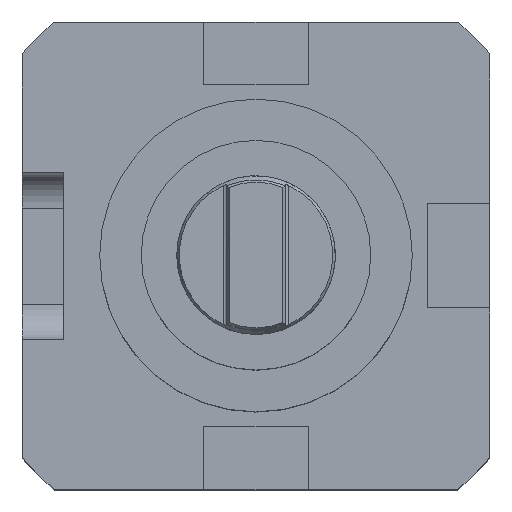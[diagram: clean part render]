
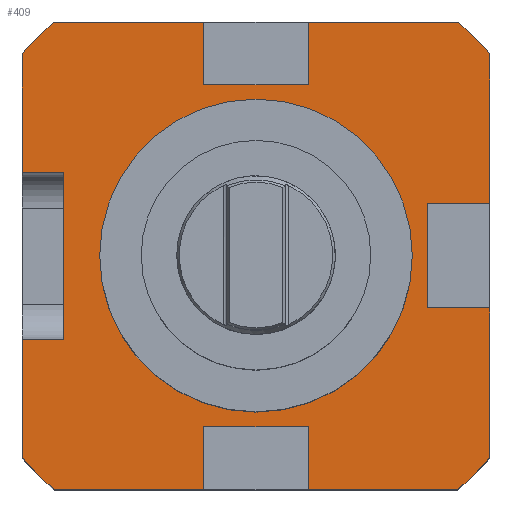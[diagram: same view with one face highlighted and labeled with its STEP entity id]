
A CAD part, top view. The second image highlights one B-rep face of the part: STEP entity #409.
In plain terms, the highlighted planar face has unit normal (0, 0, 1).
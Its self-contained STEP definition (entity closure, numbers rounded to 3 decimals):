
#208=LINE('',#1811,#292);
#212=LINE('',#1820,#296);
#222=LINE('',#1880,#306);
#229=LINE('',#1898,#313);
#231=LINE('',#1902,#315);
#236=LINE('',#1913,#320);
#239=LINE('',#1919,#323);
#241=LINE('',#1923,#325);
#247=LINE('',#1936,#331);
#250=LINE('',#1942,#334);
#252=LINE('',#1946,#336);
#256=LINE('',#1954,#340);
#258=LINE('',#1968,#342);
#261=LINE('',#1973,#345);
#265=LINE('',#1985,#349);
#266=LINE('',#1986,#350);
#267=LINE('',#1990,#351);
#268=LINE('',#1991,#352);
#269=LINE('',#1995,#353);
#270=LINE('',#1996,#354);
#292=VECTOR('',#1373,1.0);
#296=VECTOR('',#1379,1.0);
#306=VECTOR('',#1439,1.0);
#313=VECTOR('',#1458,1.0);
#315=VECTOR('',#1462,1.0);
#320=VECTOR('',#1471,1.0);
#323=VECTOR('',#1476,1.0);
#325=VECTOR('',#1480,1.0);
#331=VECTOR('',#1490,1.0);
#334=VECTOR('',#1495,1.0);
#336=VECTOR('',#1499,1.0);
#340=VECTOR('',#1507,1.0);
#342=VECTOR('',#1529,1.0);
#345=VECTOR('',#1532,1.0);
#349=VECTOR('',#1546,1.0);
#350=VECTOR('',#1547,1.0);
#351=VECTOR('',#1552,1.0);
#352=VECTOR('',#1553,1.0);
#353=VECTOR('',#1556,1.0);
#354=VECTOR('',#1557,1.0);
#409=ADVANCED_FACE('',(#487,#488),#458,.T.);
#458=PLANE('',#1273);
#487=FACE_BOUND('',#564,.T.);
#488=FACE_BOUND('',#565,.T.);
#564=EDGE_LOOP('',(#798));
#565=EDGE_LOOP('',(#799,#800,#801,#802,#803,#804,#805,#806,#807,#808,#809,#810,#811,
     #812,#813,#814,#815,#816,#817,#818,#819,#820,#821,#822));
#798=ORIENTED_EDGE('',*,*,#1112,.F.);
#799=ORIENTED_EDGE('',*,*,#1110,.T.);
#800=ORIENTED_EDGE('',*,*,#1069,.F.);
#801=ORIENTED_EDGE('',*,*,#1058,.T.);
#802=ORIENTED_EDGE('',*,*,#1067,.T.);
#803=ORIENTED_EDGE('',*,*,#1111,.T.);
#804=ORIENTED_EDGE('',*,*,#1107,.T.);
#805=ORIENTED_EDGE('',*,*,#1113,.T.);
#806=ORIENTED_EDGE('',*,*,#1033,.F.);
#807=ORIENTED_EDGE('',*,*,#1029,.F.);
#808=ORIENTED_EDGE('',*,*,#1094,.F.);
#809=ORIENTED_EDGE('',*,*,#1114,.T.);
#810=ORIENTED_EDGE('',*,*,#1115,.T.);
#811=ORIENTED_EDGE('',*,*,#1116,.T.);
#812=ORIENTED_EDGE('',*,*,#1085,.F.);
#813=ORIENTED_EDGE('',*,*,#1088,.F.);
#814=ORIENTED_EDGE('',*,*,#1090,.F.);
#815=ORIENTED_EDGE('',*,*,#1117,.T.);
#816=ORIENTED_EDGE('',*,*,#1118,.T.);
#817=ORIENTED_EDGE('',*,*,#1101,.T.);
#818=ORIENTED_EDGE('',*,*,#1074,.F.);
#819=ORIENTED_EDGE('',*,*,#1077,.F.);
#820=ORIENTED_EDGE('',*,*,#1079,.F.);
#821=ORIENTED_EDGE('',*,*,#1104,.T.);
#822=ORIENTED_EDGE('',*,*,#1105,.T.);
#916=VERTEX_POINT('',#1812);
#917=VERTEX_POINT('',#1813);
#920=VERTEX_POINT('',#1821);
#940=VERTEX_POINT('',#1871);
#944=VERTEX_POINT('',#1879);
#949=VERTEX_POINT('',#1897);
#950=VERTEX_POINT('',#1901);
#955=VERTEX_POINT('',#1914);
#956=VERTEX_POINT('',#1915);
#957=VERTEX_POINT('',#1920);
#958=VERTEX_POINT('',#1924);
#963=VERTEX_POINT('',#1937);
#964=VERTEX_POINT('',#1938);
#965=VERTEX_POINT('',#1943);
#966=VERTEX_POINT('',#1947);
#968=VERTEX_POINT('',#1955);
#970=VERTEX_POINT('',#1969);
#971=VERTEX_POINT('',#1972);
#972=VERTEX_POINT('',#1976);
#973=VERTEX_POINT('',#1980);
#974=VERTEX_POINT('',#1981);
#975=VERTEX_POINT('',#1989);
#976=VERTEX_POINT('',#1992);
#977=VERTEX_POINT('',#1994);
#978=VERTEX_POINT('',#1997);
#1029=EDGE_CURVE('',#916,#917,#208,.T.);
#1033=EDGE_CURVE('',#917,#920,#212,.T.);
#1058=EDGE_CURVE('',#940,#944,#222,.T.);
#1067=EDGE_CURVE('',#944,#949,#229,.T.);
#1069=EDGE_CURVE('',#940,#950,#231,.T.);
#1074=EDGE_CURVE('',#955,#956,#236,.T.);
#1077=EDGE_CURVE('',#957,#955,#239,.T.);
#1079=EDGE_CURVE('',#958,#957,#241,.T.);
#1085=EDGE_CURVE('',#963,#964,#247,.T.);
#1088=EDGE_CURVE('',#965,#963,#250,.T.);
#1090=EDGE_CURVE('',#966,#965,#252,.T.);
#1094=EDGE_CURVE('',#968,#916,#256,.T.);
#1101=EDGE_CURVE('',#970,#956,#258,.T.);
#1104=EDGE_CURVE('',#958,#971,#261,.T.);
#1105=EDGE_CURVE('',#971,#972,#1170,.T.);
#1107=EDGE_CURVE('',#973,#974,#1171,.T.);
#1110=EDGE_CURVE('',#972,#950,#265,.T.);
#1111=EDGE_CURVE('',#949,#973,#266,.T.);
#1112=EDGE_CURVE('',#975,#975,#1172,.T.);
#1113=EDGE_CURVE('',#974,#920,#267,.T.);
#1114=EDGE_CURVE('',#968,#976,#268,.T.);
#1115=EDGE_CURVE('',#976,#977,#1173,.T.);
#1116=EDGE_CURVE('',#977,#964,#269,.T.);
#1117=EDGE_CURVE('',#966,#978,#270,.T.);
#1118=EDGE_CURVE('',#978,#970,#1174,.T.);
#1170=CIRCLE('',#1265,74.0);
#1171=CIRCLE('',#1267,74.0);
#1172=CIRCLE('',#1270,37.45);
#1173=CIRCLE('',#1271,74.0);
#1174=CIRCLE('',#1272,74.0);
#1265=AXIS2_PLACEMENT_3D('',#1975,#1535,#1536);
#1267=AXIS2_PLACEMENT_3D('',#1979,#1540,#1541);
#1270=AXIS2_PLACEMENT_3D('',#1988,#1550,#1551);
#1271=AXIS2_PLACEMENT_3D('',#1993,#1554,#1555);
#1272=AXIS2_PLACEMENT_3D('',#1998,#1558,#1559);
#1273=AXIS2_PLACEMENT_3D('',#1999,#1560,#1561);
#1373=DIRECTION('',(-1.0,0.0,0.0));
#1379=DIRECTION('',(0.0,-1.0,0.0));
#1439=DIRECTION('',(0.0,-1.0,0.0));
#1458=DIRECTION('',(-1.0,0.0,0.0));
#1462=DIRECTION('',(-1.0,0.0,0.0));
#1471=DIRECTION('',(0.0,1.0,0.0));
#1476=DIRECTION('',(1.0,0.0,0.0));
#1480=DIRECTION('',(0.0,-1.0,0.0));
#1490=DIRECTION('',(1.0,0.0,0.0));
#1495=DIRECTION('',(0.0,-1.0,0.0));
#1499=DIRECTION('',(-1.0,0.0,0.0));
#1507=DIRECTION('',(0.0,1.0,0.0));
#1529=DIRECTION('',(-1.0,0.0,0.0));
#1532=DIRECTION('',(-1.0,0.0,0.0));
#1535=DIRECTION('',(0.0,0.0,1.0));
#1536=DIRECTION('',(1.0,0.0,0.0));
#1540=DIRECTION('',(0.0,0.0,1.0));
#1541=DIRECTION('',(1.0,0.0,0.0));
#1546=DIRECTION('',(0.0,-1.0,0.0));
#1547=DIRECTION('',(0.0,-1.0,0.0));
#1550=DIRECTION('',(0.0,0.0,1.0));
#1551=DIRECTION('',(1.0,0.0,0.0));
#1552=DIRECTION('',(1.0,0.0,0.0));
#1553=DIRECTION('',(1.0,0.0,0.0));
#1554=DIRECTION('',(0.0,0.0,1.0));
#1555=DIRECTION('',(1.0,0.0,0.0));
#1556=DIRECTION('',(0.0,1.0,0.0));
#1557=DIRECTION('',(0.0,1.0,0.0));
#1558=DIRECTION('',(0.0,0.0,1.0));
#1559=DIRECTION('',(1.0,0.0,0.0));
#1560=DIRECTION('',(0.0,0.0,1.0));
#1561=DIRECTION('',(-1.0,0.0,0.0));
#1811=CARTESIAN_POINT('',(12.5,-41.0,0.0));
#1812=CARTESIAN_POINT('',(12.5,-41.0,0.0));
#1813=CARTESIAN_POINT('',(-12.5,-41.0,0.0));
#1820=CARTESIAN_POINT('',(-12.5,-41.0,0.0));
#1821=CARTESIAN_POINT('',(-12.5,-56.0,0.0));
#1871=CARTESIAN_POINT('',(-46.0,20.0,0.));
#1879=CARTESIAN_POINT('',(-46.0,-20.0,0.));
#1880=CARTESIAN_POINT('',(-46.0,20.0,0.));
#1897=CARTESIAN_POINT('',(-56.0,-20.0,0.));
#1898=CARTESIAN_POINT('',(-46.0,-20.0,0.));
#1901=CARTESIAN_POINT('',(-56.0,20.0,0.));
#1902=CARTESIAN_POINT('',(-46.0,20.0,0.));
#1913=CARTESIAN_POINT('',(12.5,41.0,0.0));
#1914=CARTESIAN_POINT('',(12.5,41.0,0.0));
#1915=CARTESIAN_POINT('',(12.5,56.0,0.0));
#1919=CARTESIAN_POINT('',(-12.5,41.0,0.0));
#1920=CARTESIAN_POINT('',(-12.5,41.0,0.0));
#1923=CARTESIAN_POINT('',(-12.5,56.0,0.0));
#1924=CARTESIAN_POINT('',(-12.5,56.0,0.0));
#1936=CARTESIAN_POINT('',(41.0,-12.5,0.0));
#1937=CARTESIAN_POINT('',(41.0,-12.5,0.0));
#1938=CARTESIAN_POINT('',(56.0,-12.5,0.0));
#1942=CARTESIAN_POINT('',(41.0,12.5,0.0));
#1943=CARTESIAN_POINT('',(41.0,12.5,0.0));
#1946=CARTESIAN_POINT('',(41.0,12.5,0.0));
#1947=CARTESIAN_POINT('',(56.0,12.5,0.0));
#1954=CARTESIAN_POINT('',(12.5,-56.0,0.0));
#1955=CARTESIAN_POINT('',(12.5,-56.0,0.0));
#1968=CARTESIAN_POINT('',(48.374,56.0,0.0));
#1969=CARTESIAN_POINT('',(48.374,56.0,0.0));
#1972=CARTESIAN_POINT('',(-48.374,56.0,0.0));
#1973=CARTESIAN_POINT('',(48.374,56.0,0.0));
#1975=CARTESIAN_POINT('',(0.,0.,0.0));
#1976=CARTESIAN_POINT('',(-56.0,48.374,0.0));
#1979=CARTESIAN_POINT('',(0.,0.,0.0));
#1980=CARTESIAN_POINT('',(-56.0,-48.374,0.0));
#1981=CARTESIAN_POINT('',(-48.374,-56.0,0.0));
#1985=CARTESIAN_POINT('',(-56.0,48.374,0.0));
#1986=CARTESIAN_POINT('',(-56.0,48.374,0.0));
#1988=CARTESIAN_POINT('',(0.,0.0,0.0));
#1989=CARTESIAN_POINT('',(37.45,0.0,0.0));
#1990=CARTESIAN_POINT('',(-48.374,-56.0,0.0));
#1991=CARTESIAN_POINT('',(-48.374,-56.0,0.0));
#1992=CARTESIAN_POINT('',(48.374,-56.0,0.0));
#1993=CARTESIAN_POINT('',(0.,0.,0.0));
#1994=CARTESIAN_POINT('',(56.0,-48.374,0.0));
#1995=CARTESIAN_POINT('',(56.0,-48.374,0.0));
#1996=CARTESIAN_POINT('',(56.0,-48.374,0.0));
#1997=CARTESIAN_POINT('',(56.0,48.374,0.0));
#1998=CARTESIAN_POINT('',(0.,0.,0.0));
#1999=CARTESIAN_POINT('',(0.,0.,0.0));
